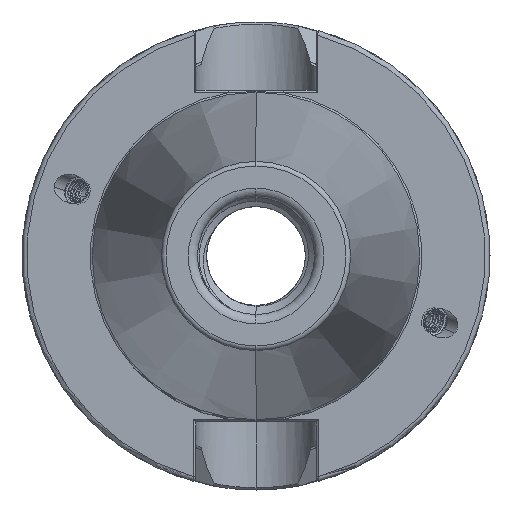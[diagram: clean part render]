
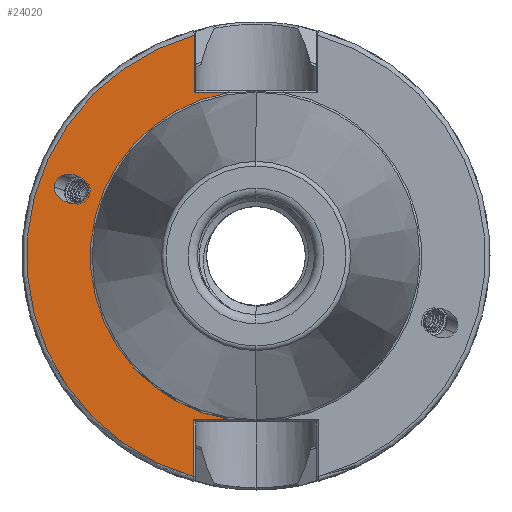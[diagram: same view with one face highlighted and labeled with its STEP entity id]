
A CAD part, left-side view. The second image highlights one B-rep face of the part: STEP entity #24020.
In plain terms, the highlighted planar face has unit normal (-1, 0, 0).
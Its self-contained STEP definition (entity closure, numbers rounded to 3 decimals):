
#777 = VERTEX_POINT ( 'NONE', #20537 ) ;
#784 = VERTEX_POINT ( 'NONE', #20533 ) ;
#811 = VERTEX_POINT ( 'NONE', #20535 ) ;
#826 = VERTEX_POINT ( 'NONE', #20574 ) ;
#834 = VERTEX_POINT ( 'NONE', #20586 ) ;
#836 = VERTEX_POINT ( 'NONE', #20554 ) ;
#2559 = CARTESIAN_POINT ( 'NONE',  ( 0., 35.968, 13.091 ) ) ;
#2594 = CARTESIAN_POINT ( 'NONE',  ( 0., 35.867, 13.369 ) ) ;
#2607 = CARTESIAN_POINT ( 'NONE',  ( 0., 35.816, 13.662 ) ) ;
#2716 = CARTESIAN_POINT ( 'NONE',  ( 0., 35.816, 13.963 ) ) ;
#2858 = CARTESIAN_POINT ( 'NONE',  ( 0., 35.816, 13.963 ) ) ;
#2893 = CARTESIAN_POINT ( 'NONE',  ( 0., 43.118, 20.987 ) ) ;
#2897 = CARTESIAN_POINT ( 'NONE',  ( 0., 43.118, 14.766 ) ) ;
#2911 = CARTESIAN_POINT ( 'NONE',  ( 0., 35.816, 20.184 ) ) ;
#3657 = EDGE_CURVE ( 'NONE', #836, #777, #23441, .T. ) ;
#3674 = EDGE_CURVE ( 'NONE', #834, #811, #23464, .T. ) ;
#3680 = EDGE_CURVE ( 'NONE', #811, #777, #23481, .T. ) ;
#3686 = EDGE_CURVE ( 'NONE', #784, #834, #23432, .T. ) ;
#3692 = EDGE_CURVE ( 'NONE', #826, #784, #23446, .T. ) ;
#3704 = EDGE_CURVE ( 'NONE', #836, #826, #23444, .T. ) ;
#3708 = EDGE_CURVE ( 'NONE', #26213, #24764, #24524, .T. ) ;
#7952 = DIRECTION ( 'NONE',  ( 0., 0., 1. ) ) ;
#7956 = CARTESIAN_POINT ( 'NONE',  ( 0., 35.398, 0. ) ) ;
#7967 = PLANE ( 'NONE',  #20858 ) ;
#7968 = DIRECTION ( 'NONE',  ( -1., 0., 0. ) ) ;
#11353 = CARTESIAN_POINT ( 'NONE',  ( 0., 0., 0. ) ) ;
#11356 = DIRECTION ( 'NONE',  ( 0., 0., -1. ) ) ;
#11363 = DIRECTION ( 'NONE',  ( 1., 0., 0. ) ) ;
#11464 = CARTESIAN_POINT ( 'NONE',  ( 0., 13.194, 0. ) ) ;
#11478 = DIRECTION ( 'NONE',  ( 0., 1., 0. ) ) ;
#11495 = CARTESIAN_POINT ( 'NONE',  ( 0., 35.398, 34.9 ) ) ;
#11507 = CARTESIAN_POINT ( 'NONE',  ( 0., -12.85, -34.9 ) ) ;
#11508 = DIRECTION ( 'NONE',  ( 0., -1., 0. ) ) ;
#11520 = CARTESIAN_POINT ( 'NONE',  ( 0., 0., 0. ) ) ;
#11524 = DIRECTION ( 'NONE',  ( 0., 0., -1. ) ) ;
#11531 = DIRECTION ( 'NONE',  ( 1., 0., 0. ) ) ;
#11535 = DIRECTION ( 'NONE',  ( 0., 0., 1. ) ) ;
#12646 = FACE_OUTER_BOUND ( 'NONE', #18198, .T. ) ;
#12686 = FACE_BOUND ( 'NONE', #18189, .T. ) ;
#13974 = CARTESIAN_POINT ( 'NONE',  ( 0., 35.816, 13.963 ) ) ;
#14022 = CARTESIAN_POINT ( 'NONE',  ( 0., 35.968, 13.091 ) ) ;
#18189 = EDGE_LOOP ( 'NONE', ( #22823, #22728, #22714 ) ) ;
#18198 = EDGE_LOOP ( 'NONE', ( #22819, #22829, #22813, #22811, #22744, #22827 ) ) ;
#20533 = CARTESIAN_POINT ( 'NONE',  ( 0., 5.916, -34.9 ) ) ;
#20535 = CARTESIAN_POINT ( 'NONE',  ( 0., 13.194, 34.9 ) ) ;
#20537 = CARTESIAN_POINT ( 'NONE',  ( 0., 13.194, 47.19 ) ) ;
#20554 = CARTESIAN_POINT ( 'NONE',  ( 0., 13.279, -47.166 ) ) ;
#20574 = CARTESIAN_POINT ( 'NONE',  ( 0., 13.279, -34.9 ) ) ;
#20586 = CARTESIAN_POINT ( 'NONE',  ( 0., 5.916, 34.9 ) ) ;
#20858 = AXIS2_PLACEMENT_3D ( 'NONE', #7956, #7968, #7952 ) ;
#21764 = CARTESIAN_POINT ( 'NONE',  ( 0., 43.118, 9.99 ) ) ;
#21780 = CARTESIAN_POINT ( 'NONE',  ( 0., 37.57, 8.69 ) ) ;
#21795 = CARTESIAN_POINT ( 'NONE',  ( 0., 13.279, -35.4 ) ) ;
#21797 = CARTESIAN_POINT ( 'NONE',  ( 0., 43.118, 14.766 ) ) ;
#21798 = DIRECTION ( 'NONE',  ( 0., 0., 1. ) ) ;
#21848 = CARTESIAN_POINT ( 'NONE',  ( 0., 35.968, 13.091 ) ) ;
#22714 = ORIENTED_EDGE ( 'NONE', *, *, #23833, .F. ) ;
#22728 = ORIENTED_EDGE ( 'NONE', *, *, #3708, .F. ) ;
#22744 = ORIENTED_EDGE ( 'NONE', *, *, #3674, .T. ) ;
#22811 = ORIENTED_EDGE ( 'NONE', *, *, #3686, .T. ) ;
#22813 = ORIENTED_EDGE ( 'NONE', *, *, #3692, .T. ) ;
#22819 = ORIENTED_EDGE ( 'NONE', *, *, #3657, .F. ) ;
#22823 = ORIENTED_EDGE ( 'NONE', *, *, #23808, .F. ) ;
#22827 = ORIENTED_EDGE ( 'NONE', *, *, #3680, .T. ) ;
#22829 = ORIENTED_EDGE ( 'NONE', *, *, #3704, .T. ) ;
#23432 = CIRCLE ( 'NONE', #23542, 35.398 ) ;
#23441 = CIRCLE ( 'NONE', #23467, 49. ) ;
#23444 = LINE ( 'NONE', #21795, #23466 ) ;
#23446 = LINE ( 'NONE', #11507, #23448 ) ;
#23448 = VECTOR ( 'NONE', #11508, 1000. ) ;
#23450 = VECTOR ( 'NONE', #11535, 1000. ) ;
#23464 = LINE ( 'NONE', #11495, #23479 ) ;
#23466 = VECTOR ( 'NONE', #21798, 1000. ) ;
#23467 = AXIS2_PLACEMENT_3D ( 'NONE', #11353, #11363, #11356 ) ;
#23479 = VECTOR ( 'NONE', #11478, 1000. ) ;
#23481 = LINE ( 'NONE', #11464, #23450 ) ;
#23542 = AXIS2_PLACEMENT_3D ( 'NONE', #11520, #11531, #11524 ) ;
#23808 = EDGE_CURVE ( 'NONE', #24764, #24702, #24318, .T. ) ;
#23833 = EDGE_CURVE ( 'NONE', #24702, #26213, #24305, .T. ) ;
#24020 = ADVANCED_FACE ( 'NONE', ( #12686, #12646 ), #7967, .T. ) ;
#24199 = CARTESIAN_POINT ( 'NONE',  ( 0., 43.118, 14.766 ) ) ;
#24305 =( BOUNDED_CURVE ( )  B_SPLINE_CURVE ( 3, ( #2858, #2911, #2893, #2897 ),
 .UNSPECIFIED., .F., .T. ) 
 B_SPLINE_CURVE_WITH_KNOTS ( ( 4, 4 ),
 ( 0.29, 3.431 ),
 .UNSPECIFIED. ) 
 CURVE ( )  GEOMETRIC_REPRESENTATION_ITEM ( )  RATIONAL_B_SPLINE_CURVE ( ( 1., 0.333, 0.333, 1. ) ) 
 REPRESENTATION_ITEM ( '' )  );
#24318 =( BOUNDED_CURVE ( )  B_SPLINE_CURVE ( 3, ( #2559, #2594, #2607, #2716 ),
 .UNSPECIFIED., .F., .F. ) 
 B_SPLINE_CURVE_WITH_KNOTS ( ( 4, 4 ),
 ( 0., 0.29 ),
 .UNSPECIFIED. ) 
 CURVE ( )  GEOMETRIC_REPRESENTATION_ITEM ( )  RATIONAL_B_SPLINE_CURVE ( ( 1., 0.993, 0.993, 1. ) ) 
 REPRESENTATION_ITEM ( '' )  );
#24524 =( BOUNDED_CURVE ( )  B_SPLINE_CURVE ( 3, ( #21797, #21764, #21780, #21848 ),
 .UNSPECIFIED., .F., .F. ) 
 B_SPLINE_CURVE_WITH_KNOTS ( ( 4, 4 ),
 ( 3.431, 6.283 ),
 .UNSPECIFIED. ) 
 CURVE ( )  GEOMETRIC_REPRESENTATION_ITEM ( )  RATIONAL_B_SPLINE_CURVE ( ( 1., 0.43, 0.43, 1. ) ) 
 REPRESENTATION_ITEM ( '' )  );
#24702 = VERTEX_POINT ( 'NONE', #13974 ) ;
#24764 = VERTEX_POINT ( 'NONE', #14022 ) ;
#26213 = VERTEX_POINT ( 'NONE', #24199 ) ;
